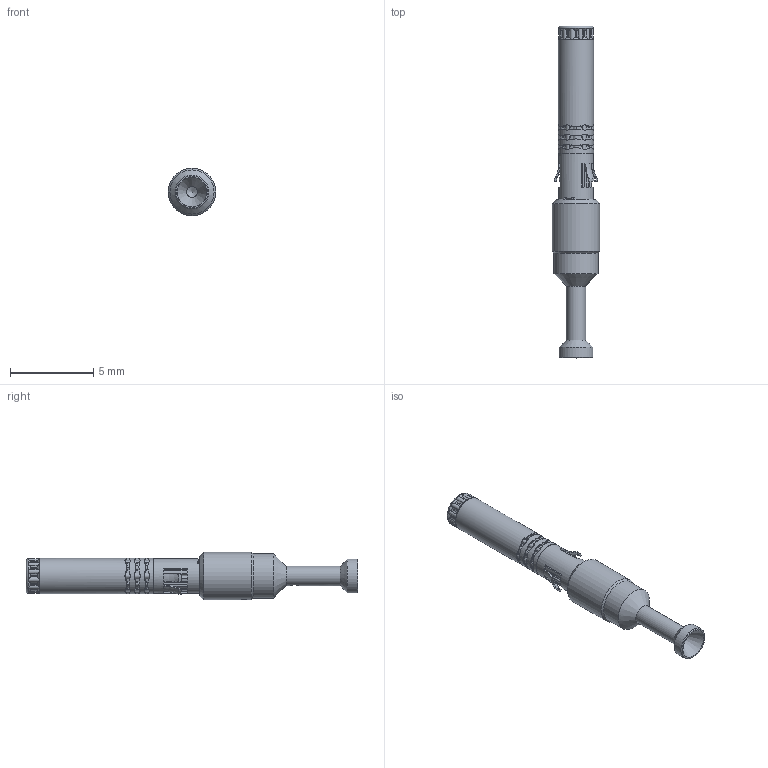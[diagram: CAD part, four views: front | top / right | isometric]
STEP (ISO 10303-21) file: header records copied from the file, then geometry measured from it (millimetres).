
FILE_DESCRIPTION (( 'STEP AP214' ), '1' );
FILE_NAME ('ICOA5 A1 S3C3.STEP', '2024-07-17T15:38:52', ( '' ), ( '' ), 'SwSTEP 2.0', 'SolidWorks 2023', '' );
FILE_SCHEMA (( 'AUTOMOTIVE_DESIGN' ));
Length unit declared in the file: inch
Products named in the file (1): ICOA5 A1 S3C3
Bounding box: 2.86 x 19.95 x 2.86 mm (x, y, z)
Volume: 50.1 mm3; surface area: 318 mm2
Topology: 12 solids, 12 shells, 1048 faces, 3018 edges, 1886 vertices
Faces by surface type: plane 436, cylinder 352, cone 204, bspline 49, torus 7
Full cylindrical faces by diameter (mm): 0.127 x22, 0.508 x2, 0.645 x1, 1.163 x1, 1.525 x1, 1.677 x1, 1.956 x4, 1.963 x1, 2.024 x1, 2.108 x4, 2.654 x1, 2.857 x1
Entity records: 40168 total; most frequent: CARTESIAN_POINT 16474, ORIENTED_EDGE 5838, DIRECTION 3887, EDGE_CURVE 2919, VERTEX_POINT 1874, AXIS2_PLACEMENT_3D 1531, EDGE_LOOP 1145, FACE_OUTER_BOUND 1124
